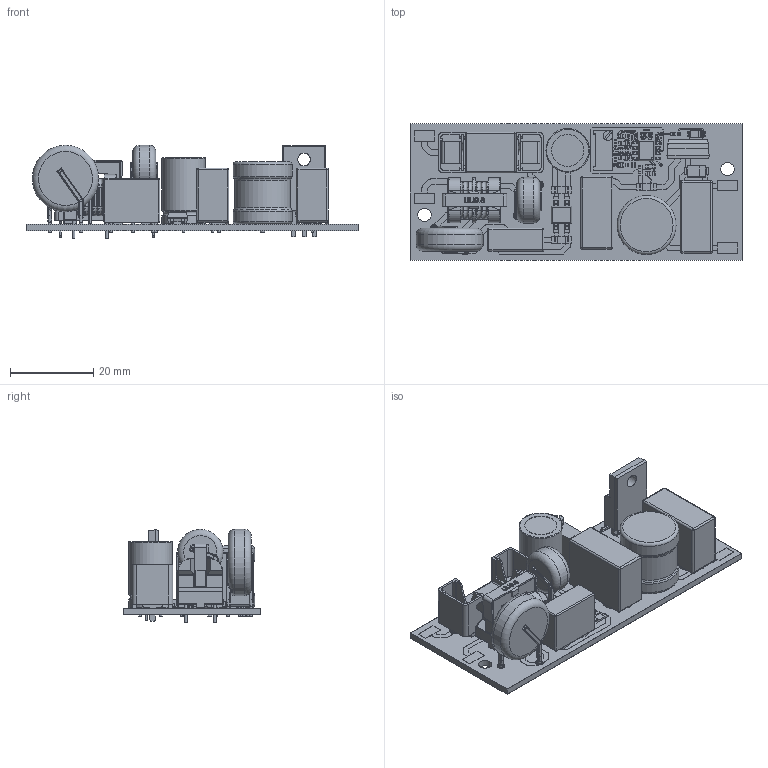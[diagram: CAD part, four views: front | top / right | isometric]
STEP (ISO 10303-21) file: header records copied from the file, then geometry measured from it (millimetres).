
FILE_DESCRIPTION(/* description */ (''),/* implementation_level */ '2;1');
FILE_NAME(/* name */ 'HV9910B-Driver-PCB.step',/* time_stamp */ '2026-01-05T17:50:03+08:00',/* author */ (''),/* organization */ (''),/* preprocessor_version */ 'ST-DEVELOPER v20.1',/* originating_system */ 'Autodesk Translation Framework v14.21.0.0',/* authorisation */ '');
FILE_SCHEMA (('AUTOMOTIVE_DESIGN { 1 0 10303 214 3 1 1 }'));
Products named in the file (42): HV9910B Driver PCB; Board; 1-copper; 64-copper; 1-soldermask; 64-soldermask; Packages; C0603; Model; CAP-PTH(D10.0-P5.00); Model (1); CAP-PTH(L13.0-W5.0-P10.00); Model (2); CAP-PTH(L17.0-W7.2-P15.00); Model (3); IND-PTH(D14.0-P7.50); Model (4); MBS; Model (5); NLR-PTH(D11.0-T5.5-P7.50); Model (6); NLR-PTH(D16.0-T5.5-P7.50); Model (7); POT-3296W; Model (8); PTF-77; Model (9); R0603; Model (10); R1206; Model (11); SMA(DO-214AC); Model (12); SOD-123; Model (13); SOIC-8; Model (14); TO-220-3; Model (15); TP-SMD(L5.0-W2.5) ...
Assembly tree (55 placements, depth 4):
  HV9910B Driver PCB
    Board
    1-copper
    64-copper
    1-soldermask
    64-soldermask
    Packages
      C0603  x3
        Model
      CAP-PTH(D10.0-P5.00)
        Model (1)
      CAP-PTH(L13.0-W5.0-P10.00)
        Model (2)
      CAP-PTH(L17.0-W7.2-P15.00)  x2
        Model (3)
      IND-PTH(D14.0-P7.50)
        Model (4)
      MBS
        Model (5)
      NLR-PTH(D11.0-T5.5-P7.50)
        Model (6)
      NLR-PTH(D16.0-T5.5-P7.50)
        Model (7)
      POT-3296W
        Model (8)
      PTF-77
        Model (9)
      R0603  x7
        Model (10)
      R1206  x3
        Model (11)
      SMA(DO-214AC)
        Model (12)
      SOD-123
        Model (13)
      SOIC-8
        Model (14)
      TO-220-3
        Model (15)
      TP-SMD(L5.0-W2.5)  x4
      UU9.8
        Model (16)
Bounding box: 80 x 33 x 22.5 mm (x, y, z)
Volume: 16110.7 mm3; surface area: 30844 mm2
Topology: 339 solids, 340 shells, 5037 faces, 11887 edges, 7473 vertices
Faces by surface type: plane 2817, cylinder 1509, sphere 268, bspline 259, torus 180, cone 4
Full cylindrical faces by diameter (mm): 0.28 x63, 0.3 x88, 0.35 x83, 0.399 x1, 0.5 x3, 0.6 x12, 0.692 x15, 0.762 x12, 0.8 x10, 0.93 x60, 1 x50, 1.13 x20, 1.2 x31, 1.27 x12, 1.33 x10, 1.4 x8, 1.5 x1, 1.53 x10, 1.6 x8, 2.3 x1, 3.03 x1, 3.2 x6, 7.7 x1, 10.5 x2, 11 x1, 13.49 x1, 14.2 x2, 16 x1
Entity records: 137192 total; most frequent: CARTESIAN_POINT 30264, DIRECTION 21644, ORIENTED_EDGE 21326, EDGE_CURVE 10663, LINE 7274, VECTOR 7274, AXIS2_PLACEMENT_3D 7185, VERTEX_POINT 6857
